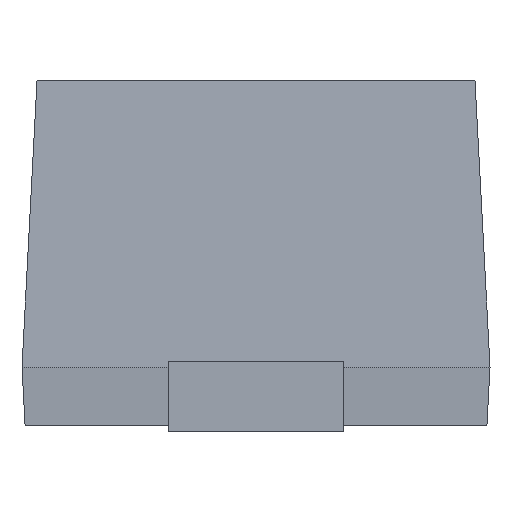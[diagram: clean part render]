
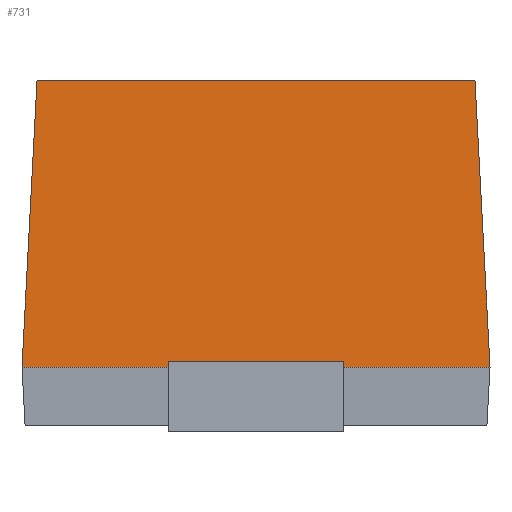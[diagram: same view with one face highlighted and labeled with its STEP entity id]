
A CAD part, front view. The second image highlights one B-rep face of the part: STEP entity #731.
In plain terms, the highlighted planar face has unit normal (0, -0.999, 0.052).
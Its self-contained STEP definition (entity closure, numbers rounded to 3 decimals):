
#14 = VERTEX_POINT ( 'NONE', #342 ) ;
#23 = ORIENTED_EDGE ( 'NONE', *, *, #306, .F. ) ;
#25 = AXIS2_PLACEMENT_3D ( 'NONE', #296, #701, #764 ) ;
#27 = VERTEX_POINT ( 'NONE', #514 ) ;
#54 = EDGE_LOOP ( 'NONE', ( #531, #23, #566, #627 ) ) ;
#64 = VECTOR ( 'NONE', #360, 1000. ) ;
#75 = DIRECTION ( 'NONE',  ( 0.052, 0.052, 0.997 ) ) ;
#78 = LINE ( 'NONE', #226, #64 ) ;
#89 = CARTESIAN_POINT ( 'NONE',  ( -0.4, -0.6, 0.1 ) ) ;
#97 = FACE_OUTER_BOUND ( 'NONE', #54, .T. ) ;
#147 = DIRECTION ( 'NONE',  ( -1., 0., 0. ) ) ;
#226 = CARTESIAN_POINT ( 'NONE',  ( 0.374, -0.574, 0.59 ) ) ;
#244 = CARTESIAN_POINT ( 'NONE',  ( -0.4, -0.6, 0.1 ) ) ;
#265 = LINE ( 'NONE', #516, #292 ) ;
#282 = VERTEX_POINT ( 'NONE', #382 ) ;
#292 = VECTOR ( 'NONE', #755, 1000. ) ;
#296 = CARTESIAN_POINT ( 'NONE',  ( -0.4, -0.6, 0.1 ) ) ;
#306 = EDGE_CURVE ( 'NONE', #27, #329, #624, .T. ) ;
#329 = VERTEX_POINT ( 'NONE', #628 ) ;
#337 = EDGE_CURVE ( 'NONE', #14, #27, #475, .T. ) ;
#342 = CARTESIAN_POINT ( 'NONE',  ( 0.4, -0.6, 0.1 ) ) ;
#360 = DIRECTION ( 'NONE',  ( 0.052, -0.052, -0.997 ) ) ;
#382 = CARTESIAN_POINT ( 'NONE',  ( 0.374, -0.574, 0.59 ) ) ;
#475 = LINE ( 'NONE', #89, #554 ) ;
#514 = CARTESIAN_POINT ( 'NONE',  ( -0.4, -0.6, 0.1 ) ) ;
#516 = CARTESIAN_POINT ( 'NONE',  ( -0.4, -0.574, 0.59 ) ) ;
#531 = ORIENTED_EDGE ( 'NONE', *, *, #760, .T. ) ;
#554 = VECTOR ( 'NONE', #147, 1000. ) ;
#566 = ORIENTED_EDGE ( 'NONE', *, *, #337, .F. ) ;
#582 = PLANE ( 'NONE',  #25 ) ;
#624 = LINE ( 'NONE', #244, #741 ) ;
#627 = ORIENTED_EDGE ( 'NONE', *, *, #665, .F. ) ;
#628 = CARTESIAN_POINT ( 'NONE',  ( -0.374, -0.574, 0.59 ) ) ;
#665 = EDGE_CURVE ( 'NONE', #282, #14, #78, .T. ) ;
#701 = DIRECTION ( 'NONE',  ( 0., -0.999, 0.052 ) ) ;
#731 = ADVANCED_FACE ( 'NONE', ( #97 ), #582, .T. ) ;
#741 = VECTOR ( 'NONE', #75, 1000. ) ;
#755 = DIRECTION ( 'NONE',  ( -1., 0., 0. ) ) ;
#760 = EDGE_CURVE ( 'NONE', #282, #329, #265, .T. ) ;
#764 = DIRECTION ( 'NONE',  ( -1., 0., 0. ) ) ;
